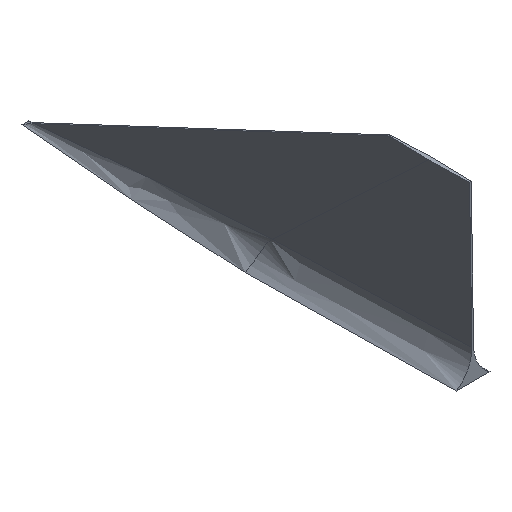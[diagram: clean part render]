
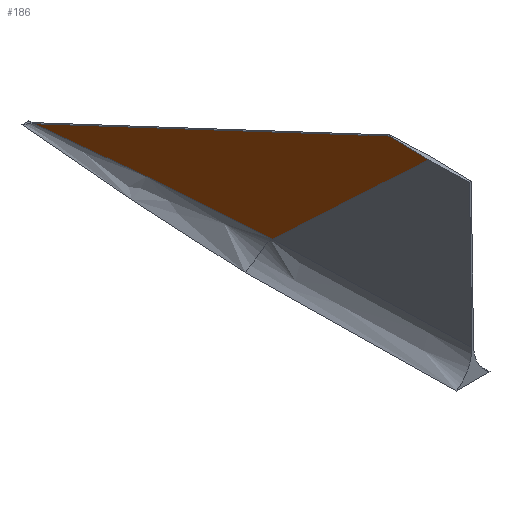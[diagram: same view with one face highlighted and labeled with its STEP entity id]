
A CAD part, isometric view. The second image highlights one B-rep face of the part: STEP entity #186.
In plain terms, the highlighted planar face has unit normal (-0.998, 0.026, 0.056).
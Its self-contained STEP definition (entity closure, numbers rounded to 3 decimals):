
#42=CARTESIAN_POINT('Vertex',(-0.305,-151.258,59.69)) ;
#45=CARTESIAN_POINT('Line Origine',(-0.486,-158.179,59.69)) ;
#49=CARTESIAN_POINT('Vertex',(-0.667,-165.1,59.69)) ;
#115=CARTESIAN_POINT('Line Origine',(-1.351,-138.986,35.143)) ;
#119=CARTESIAN_POINT('Vertex',(-2.035,-112.872,10.595)) ;
#151=CARTESIAN_POINT('Axis2P3D Location',(-0.902,-110.554,29.845)) ;
#156=CARTESIAN_POINT('Line Origine',(-0.305,-90.251,31.017)) ;
#160=CARTESIAN_POINT('Vertex',(-0.305,-29.245,2.344)) ;
#164=CARTESIAN_POINT('Control Point',(-0.305,-29.245,2.344)) ;
#165=CARTESIAN_POINT('Control Point',(-0.439,-36.221,3.208)) ;
#166=CARTESIAN_POINT('Control Point',(-0.577,-43.203,4.025)) ;
#167=CARTESIAN_POINT('Control Point',(-0.716,-50.188,4.801)) ;
#168=CARTESIAN_POINT('Control Point',(-0.989,-63.603,6.221)) ;
#169=CARTESIAN_POINT('Control Point',(-1.268,-77.03,7.518)) ;
#170=CARTESIAN_POINT('Control Point',(-1.403,-83.462,8.114)) ;
#171=CARTESIAN_POINT('Control Point',(-1.585,-92.039,8.878)) ;
#172=CARTESIAN_POINT('Control Point',(-1.769,-100.619,9.602)) ;
#173=CARTESIAN_POINT('Control Point',(-1.816,-102.764,9.781)) ;
#174=CARTESIAN_POINT('Control Point',(-1.887,-106.072,10.054)) ;
#175=CARTESIAN_POINT('Control Point',(-1.959,-109.38,10.32)) ;
#176=CARTESIAN_POINT('Control Point',(-1.984,-110.544,10.413)) ;
#177=CARTESIAN_POINT('Control Point',(-2.01,-111.708,10.505)) ;
#178=CARTESIAN_POINT('Control Point',(-2.035,-112.872,10.595)) ;
#47=VECTOR('Line Direction',#46,1.) ;
#117=VECTOR('Line Direction',#116,1.) ;
#158=VECTOR('Line Direction',#157,1.) ;
#46=DIRECTION('Vector Direction',(-0.026,-1.,0.)) ;
#116=DIRECTION('Vector Direction',(0.019,-0.728,0.685)) ;
#152=DIRECTION('Axis2P3D Direction',(-0.998,0.026,0.056)) ;
#153=DIRECTION('Axis2P3D XDirection',(0.019,-0.728,0.685)) ;
#157=DIRECTION('Vector Direction',(0.,-0.905,0.425)) ;
#154=AXIS2_PLACEMENT_3D('Plane Axis2P3D',#151,#152,#153) ;
#48=LINE('Line',#45,#47) ;
#118=LINE('Line',#115,#117) ;
#159=LINE('Line',#156,#158) ;
#155=PLANE('',#154) ;
#51=EDGE_CURVE('',#43,#50,#48,.T.) ;
#121=EDGE_CURVE('',#120,#50,#118,.T.) ;
#162=EDGE_CURVE('',#161,#43,#159,.T.) ;
#179=EDGE_CURVE('',#161,#120,#163,.T.) ;
#181=ORIENTED_EDGE('',*,*,#121,.T.) ;
#182=ORIENTED_EDGE('',*,*,#51,.F.) ;
#183=ORIENTED_EDGE('',*,*,#162,.F.) ;
#184=ORIENTED_EDGE('',*,*,#179,.T.) ;
#180=EDGE_LOOP('',(#181,#182,#183,#184)) ;
#43=VERTEX_POINT('',#42) ;
#50=VERTEX_POINT('',#49) ;
#120=VERTEX_POINT('',#119) ;
#161=VERTEX_POINT('',#160) ;
#186=ADVANCED_FACE('Printed Core',(#185),#155,.T.) ;
#163=B_SPLINE_CURVE_WITH_KNOTS('',5,(#164,#165,#166,#167,#168,#169,#170,#171,#172,#173,#174,#175,#176,#177,#178),.UNSPECIFIED.,.F.,.U.,(6,3,3,3,6),(129.914,190.613,246.393,264.976,275.06),.UNSPECIFIED.) ;
#185=FACE_OUTER_BOUND('',#180,.T.) ;
